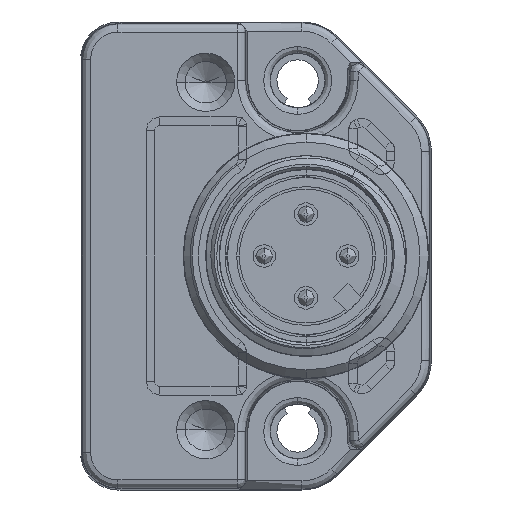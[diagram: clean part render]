
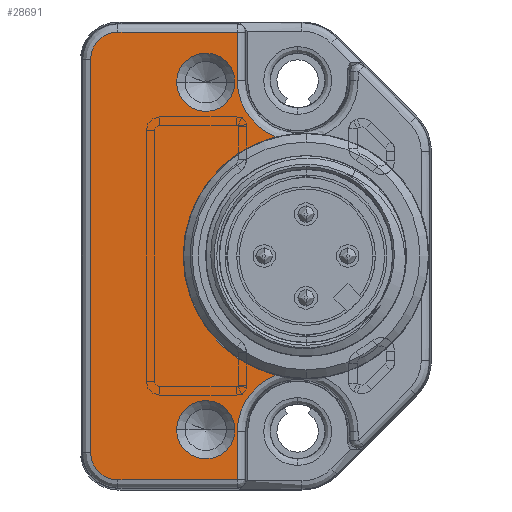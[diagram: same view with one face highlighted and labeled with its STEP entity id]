
A CAD part, left-side view. The second image highlights one B-rep face of the part: STEP entity #28691.
In plain terms, the highlighted planar face has unit normal (-1, 0, 0).
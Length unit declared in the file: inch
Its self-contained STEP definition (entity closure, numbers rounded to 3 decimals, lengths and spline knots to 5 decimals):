
#3359=CARTESIAN_POINT('',(-0.49213,0.31496,
-0.41339));
#3360=DIRECTION('',(1.,0.,0.));
#3361=DIRECTION('',(0.,1.,0.));
#3362=AXIS2_PLACEMENT_3D('',#3359,#3360,#3361);
#3364=DIRECTION('',(0.,0.,1.));
#3365=VECTOR('',#3364,0.11399);
#3366=CARTESIAN_POINT('',(-0.49213,0.45723,
-0.52737));
#3367=LINE('',#3366,#3365);
#3368=DIRECTION('',(0.,-1.,0.));
#3369=VECTOR('',#3368,0.28096);
#3370=CARTESIAN_POINT('',(-0.49213,0.73819,
-0.52737));
#3371=LINE('',#3370,#3369);
#3372=CARTESIAN_POINT('',(-0.49213,0.73819,
-0.4626));
#3373=DIRECTION('',(-1.,0.,0.));
#3374=DIRECTION('',(0.,1.,0.));
#3375=AXIS2_PLACEMENT_3D('',#3372,#3373,#3374);
#3377=DIRECTION('',(0.,0.,-1.));
#3378=VECTOR('',#3377,0.9252);
#3379=CARTESIAN_POINT('',(-0.49213,0.80296,
0.4626));
#3380=LINE('',#3379,#3378);
#3381=CARTESIAN_POINT('',(-0.49213,0.73819,
0.4626));
#3382=DIRECTION('',(-1.,0.,0.));
#3383=DIRECTION('',(0.,0.,1.));
#3384=AXIS2_PLACEMENT_3D('',#3381,#3382,#3383);
#3386=DIRECTION('',(0.,1.,0.));
#3387=VECTOR('',#3386,0.28096);
#3388=CARTESIAN_POINT('',(-0.49213,0.45723,
0.52737));
#3389=LINE('',#3388,#3387);
#3390=DIRECTION('',(0.,0.,1.));
#3391=VECTOR('',#3390,0.11399);
#3392=CARTESIAN_POINT('',(-0.49213,0.45723,
0.41339));
#3393=LINE('',#3392,#3391);
#3394=CARTESIAN_POINT('',(-0.49213,0.31496,
0.41339));
#3395=DIRECTION('',(1.,0.,0.));
#3396=DIRECTION('',(0.,0.359,-0.933));
#3397=AXIS2_PLACEMENT_3D('',#3394,#3395,#3396);
#3399=CARTESIAN_POINT('',(-0.49213,0.29528,0.));
#3400=DIRECTION('',(-1.,0.,0.));
#3401=DIRECTION('',(0.,0.244,0.97));
#3402=AXIS2_PLACEMENT_3D('',#3399,#3400,#3401);
#3404=CARTESIAN_POINT('',(-0.49213,0.5315,
-0.40915));
#3405=DIRECTION('',(1.,0.,0.));
#3406=DIRECTION('',(0.,1.,0.));
#3407=AXIS2_PLACEMENT_3D('',#3404,#3405,#3406);
#3409=CARTESIAN_POINT('',(-0.49213,0.5315,
-0.40915));
#3410=DIRECTION('',(1.,0.,0.));
#3411=DIRECTION('',(0.,-1.,0.));
#3412=AXIS2_PLACEMENT_3D('',#3409,#3410,#3411);
#3414=CARTESIAN_POINT('',(-0.49213,0.5315,
0.40915));
#3415=DIRECTION('',(1.,0.,0.));
#3416=DIRECTION('',(0.,1.,0.));
#3417=AXIS2_PLACEMENT_3D('',#3414,#3415,#3416);
#3419=CARTESIAN_POINT('',(-0.49213,0.5315,
0.40915));
#3420=DIRECTION('',(1.,0.,0.));
#3421=DIRECTION('',(0.,-1.,0.));
#3422=AXIS2_PLACEMENT_3D('',#3419,#3420,#3421);
#21641=CARTESIAN_POINT('',(-0.49213,0.80296,
-0.4626));
#21642=CARTESIAN_POINT('',(-0.49213,0.73819,
-0.52737));
#21643=VERTEX_POINT('',#21641);
#21644=VERTEX_POINT('',#21642);
#21649=CARTESIAN_POINT('',(-0.49213,0.80296,
0.4626));
#21650=VERTEX_POINT('',#21649);
#21653=CARTESIAN_POINT('',(-0.49213,0.73819,
0.52737));
#21654=VERTEX_POINT('',#21653);
#21677=CARTESIAN_POINT('',(-0.49213,0.60039,
-0.40915));
#21678=CARTESIAN_POINT('',(-0.49213,0.4626,
-0.40915));
#21679=VERTEX_POINT('',#21677);
#21680=VERTEX_POINT('',#21678);
#21685=CARTESIAN_POINT('',(-0.49213,0.60039,
0.40915));
#21686=CARTESIAN_POINT('',(-0.49213,0.4626,
0.40915));
#21687=VERTEX_POINT('',#21685);
#21688=VERTEX_POINT('',#21686);
#21721=CARTESIAN_POINT('',(-0.49213,0.45723,
-0.41339));
#21722=CARTESIAN_POINT('',(-0.49213,0.366,
-0.28059));
#21723=VERTEX_POINT('',#21721);
#21724=VERTEX_POINT('',#21722);
#21725=CARTESIAN_POINT('',(-0.49213,0.45723,
-0.52737));
#21726=VERTEX_POINT('',#21725);
#21749=CARTESIAN_POINT('',(-0.49213,0.366,
0.28059));
#21750=CARTESIAN_POINT('',(-0.49213,0.45723,
0.41339));
#21751=VERTEX_POINT('',#21749);
#21752=VERTEX_POINT('',#21750);
#21753=CARTESIAN_POINT('',(-0.49213,0.45723,
0.52737));
#21754=VERTEX_POINT('',#21753);
#28654=CARTESIAN_POINT('',(-0.49213,0.,0.));
#28655=DIRECTION('',(-1.,0.,0.));
#28656=DIRECTION('',(0.,0.,1.));
#28657=AXIS2_PLACEMENT_3D('',#28654,#28655,#28656);
#28658=PLANE('',#28657);
#28660=ORIENTED_EDGE('',*,*,#28659,.F.);
#28661=ORIENTED_EDGE('',*,*,#28644,.F.);
#28662=ORIENTED_EDGE('',*,*,#28621,.F.);
#28664=ORIENTED_EDGE('',*,*,#28663,.F.);
#28666=ORIENTED_EDGE('',*,*,#28665,.F.);
#28668=ORIENTED_EDGE('',*,*,#28667,.F.);
#28670=ORIENTED_EDGE('',*,*,#28669,.F.);
#28672=ORIENTED_EDGE('',*,*,#28671,.F.);
#28674=ORIENTED_EDGE('',*,*,#28673,.F.);
#28676=ORIENTED_EDGE('',*,*,#28675,.T.);
#28677=EDGE_LOOP('',(#28660,#28661,#28662,#28664,#28666,#28668,#28670,#28672,
#28674,#28676));
#28678=FACE_OUTER_BOUND('',#28677,.F.);
#28680=ORIENTED_EDGE('',*,*,#28679,.F.);
#28682=ORIENTED_EDGE('',*,*,#28681,.F.);
#28683=EDGE_LOOP('',(#28680,#28682));
#28684=FACE_BOUND('',#28683,.F.);
#28686=ORIENTED_EDGE('',*,*,#28685,.F.);
#28688=ORIENTED_EDGE('',*,*,#28687,.F.);
#28689=EDGE_LOOP('',(#28686,#28688));
#28690=FACE_BOUND('',#28689,.F.);
#28691=ADVANCED_FACE('',(#28678,#28684,#28690),#28658,.T.);
#3363=CIRCLE('',#3362,0.14227);
#3376=CIRCLE('',#3375,0.06477);
#3385=CIRCLE('',#3384,0.06477);
#3398=CIRCLE('',#3397,0.14227);
#3403=CIRCLE('',#3402,0.28937);
#3408=CIRCLE('',#3407,0.0689);
#3413=CIRCLE('',#3412,0.0689);
#3418=CIRCLE('',#3417,0.0689);
#3423=CIRCLE('',#3422,0.0689);
#28621=EDGE_CURVE('',#21644,#21726,#3371,.T.);
#28644=EDGE_CURVE('',#21726,#21723,#3367,.T.);
#28659=EDGE_CURVE('',#21723,#21724,#3363,.T.);
#28663=EDGE_CURVE('',#21643,#21644,#3376,.T.);
#28665=EDGE_CURVE('',#21650,#21643,#3380,.T.);
#28667=EDGE_CURVE('',#21654,#21650,#3385,.T.);
#28669=EDGE_CURVE('',#21754,#21654,#3389,.T.);
#28671=EDGE_CURVE('',#21752,#21754,#3393,.T.);
#28673=EDGE_CURVE('',#21751,#21752,#3398,.T.);
#28675=EDGE_CURVE('',#21751,#21724,#3403,.T.);
#28679=EDGE_CURVE('',#21679,#21680,#3408,.T.);
#28681=EDGE_CURVE('',#21680,#21679,#3413,.T.);
#28685=EDGE_CURVE('',#21687,#21688,#3418,.T.);
#28687=EDGE_CURVE('',#21688,#21687,#3423,.T.);
